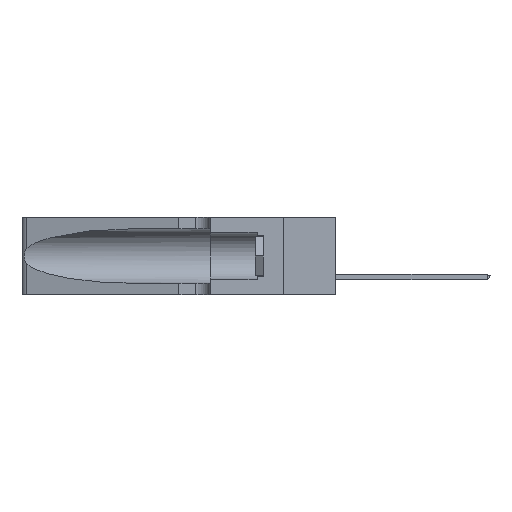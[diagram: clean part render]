
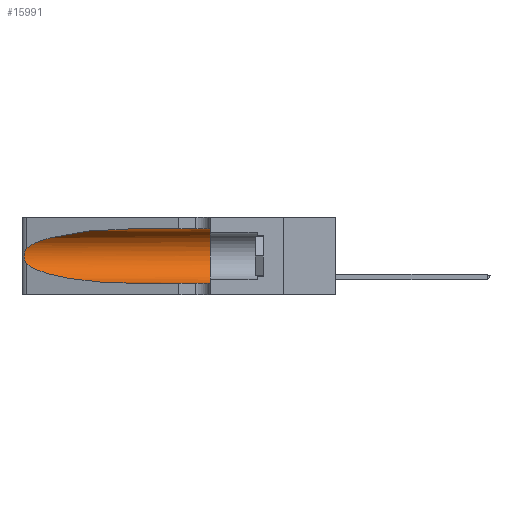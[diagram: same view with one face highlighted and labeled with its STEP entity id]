
A CAD part, left-side view. The second image highlights one B-rep face of the part: STEP entity #15991.
In plain terms, the highlighted cylindrical face has radius 3.308 mm (diameter 6.617 mm), a partial arc.
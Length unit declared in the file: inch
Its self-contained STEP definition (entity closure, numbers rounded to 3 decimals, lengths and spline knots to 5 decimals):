
#645 = CARTESIAN_POINT ( 'NONE',  ( 0.1305, 0.35, 0.31525 ) ) ;
#1461 = CARTESIAN_POINT ( 'NONE',  ( 0.25639, 1.23184, 0.21858 ) ) ;
#1763 = CARTESIAN_POINT ( 'NONE',  ( 0.25854, 1.2359, 0.20912 ) ) ;
#2485 = CARTESIAN_POINT ( 'NONE',  ( 0.25487, 1.22718, 0.22369 ) ) ;
#2964 = CARTESIAN_POINT ( 'NONE',  ( 0.1305, 0.72297, 0.05475 ) ) ;
#4018 = LINE ( 'NONE', #38421, #43601 ) ;
#4453 = VERTEX_POINT ( 'NONE', #15200 ) ;
#4972 = CARTESIAN_POINT ( 'NONE',  ( 0.25787, 1.23484, 0.2124 ) ) ;
#5022 = CARTESIAN_POINT ( 'NONE',  ( 0.18966, 0.96281, 0.31525 ) ) ;
#5124 = CARTESIAN_POINT ( 'NONE',  ( 0.26018, 1.23835, 0.19895 ) ) ;
#5937 = CARTESIAN_POINT ( 'NONE',  ( 0.25639, 1.23186, 0.15144 ) ) ;
#6283 = ORIENTED_EDGE ( 'NONE', *, *, #24946, .T. ) ;
#7392 = ORIENTED_EDGE ( 'NONE', *, *, #31515, .T. ) ;
#7655 = ORIENTED_EDGE ( 'NONE', *, *, #13554, .T. ) ;
#7749 = CARTESIAN_POINT ( 'NONE',  ( 0.2373, 1.15595, 0.28018 ) ) ;
#7869 = EDGE_CURVE ( 'NONE', #39581, #15745, #19997, .T. ) ;
#8035 = DIRECTION ( 'NONE',  ( 0., -1., 0. ) ) ;
#8462 = CARTESIAN_POINT ( 'NONE',  ( 0.26075, 1.23896, 0.178 ) ) ;
#8758 = CARTESIAN_POINT ( 'NONE',  ( 0.25856, 1.23593, 0.16098 ) ) ;
#11704 = CARTESIAN_POINT ( 'NONE',  ( 0.25555, 1.22994, 0.2215 ) ) ;
#13554 = EDGE_CURVE ( 'NONE', #15468, #19686, #15375, .T. ) ;
#13663 = CARTESIAN_POINT ( 'NONE',  ( 0.25555, 1.22993, 0.14849 ) ) ;
#13977 = CARTESIAN_POINT ( 'NONE',  ( 0.2373, 1.15595, 0.08982 ) ) ;
#15200 = CARTESIAN_POINT ( 'NONE',  ( 0.25487, 1.22718, 0.14631 ) ) ;
#15245 = ORIENTED_EDGE ( 'NONE', *, *, #19167, .T. ) ;
#15375 =( BOUNDED_CURVE ( )  B_SPLINE_CURVE ( 3, ( #34852, #5022, #7749, #34714 ),
 .UNSPECIFIED., .F., .F. ) 
 B_SPLINE_CURVE_WITH_KNOTS ( ( 4, 4 ),
 ( 1.5708, 2.84003 ),
 .UNSPECIFIED. ) 
 CURVE ( )  GEOMETRIC_REPRESENTATION_ITEM ( )  RATIONAL_B_SPLINE_CURVE ( ( 1., 0.87, 0.87, 1. ) ) 
 REPRESENTATION_ITEM ( '' )  );
#15468 = VERTEX_POINT ( 'NONE', #35957 ) ;
#15680 = CYLINDRICAL_SURFACE ( 'NONE', #29189, 0.13025 ) ;
#15745 = VERTEX_POINT ( 'NONE', #43379 ) ;
#15991 = ADVANCED_FACE ( 'NONE', ( #21477 ), #15680, .F. ) ;
#17624 = CARTESIAN_POINT ( 'NONE',  ( 0.1305, 0.72297, 0.05475 ) ) ;
#18840 = EDGE_LOOP ( 'NONE', ( #7655, #7392, #6283, #15245, #43247, #40476 ) ) ;
#19167 = EDGE_CURVE ( 'NONE', #38361, #15745, #37513, .T. ) ;
#19580 = VECTOR ( 'NONE', #8035, 39.37008 ) ;
#19686 = VERTEX_POINT ( 'NONE', #2485 ) ;
#19997 = CIRCLE ( 'NONE', #23797, 0.13025 ) ;
#20640 = DIRECTION ( 'NONE',  ( 0., 0., -1. ) ) ;
#21477 = FACE_OUTER_BOUND ( 'NONE', #18840, .T. ) ;
#23700 = CARTESIAN_POINT ( 'NONE',  ( 0.25487, 1.22718, 0.14631 ) ) ;
#23797 = AXIS2_PLACEMENT_3D ( 'NONE', #25942, #29388, #26242 ) ;
#24567 =( BOUNDED_CURVE ( )  B_SPLINE_CURVE ( 3, ( #34005, #13977, #40399, #17624 ),
 .UNSPECIFIED., .F., .F. ) 
 B_SPLINE_CURVE_WITH_KNOTS ( ( 4, 4 ),
 ( 3.44316, 4.71239 ),
 .UNSPECIFIED. ) 
 CURVE ( )  GEOMETRIC_REPRESENTATION_ITEM ( )  RATIONAL_B_SPLINE_CURVE ( ( 1., 0.87, 0.87, 1. ) ) 
 REPRESENTATION_ITEM ( '' )  );
#24715 = CARTESIAN_POINT ( 'NONE',  ( 0.25487, 1.22718, 0.22369 ) ) ;
#24946 = EDGE_CURVE ( 'NONE', #4453, #38361, #24567, .T. ) ;
#25942 = CARTESIAN_POINT ( 'NONE',  ( 0.1305, 0.35, 0.185 ) ) ;
#26242 = DIRECTION ( 'NONE',  ( 0., 0., 1. ) ) ;
#27042 = DIRECTION ( 'NONE',  ( 0., -1., 0. ) ) ;
#28776 = CARTESIAN_POINT ( 'NONE',  ( 0.26075, 1.23896, 0.19203 ) ) ;
#29189 = AXIS2_PLACEMENT_3D ( 'NONE', #37466, #27042, #20640 ) ;
#29388 = DIRECTION ( 'NONE',  ( 0., 1., 0. ) ) ;
#31515 = EDGE_CURVE ( 'NONE', #19686, #4453, #42205, .T. ) ;
#32146 = CARTESIAN_POINT ( 'NONE',  ( 0.26017, 1.23833, 0.17102 ) ) ;
#32262 = DIRECTION ( 'NONE',  ( 0., -1., 0. ) ) ;
#33444 = EDGE_CURVE ( 'NONE', #15468, #39581, #4018, .T. ) ;
#34005 = CARTESIAN_POINT ( 'NONE',  ( 0.25487, 1.22718, 0.14631 ) ) ;
#34714 = CARTESIAN_POINT ( 'NONE',  ( 0.25487, 1.22718, 0.22369 ) ) ;
#34852 = CARTESIAN_POINT ( 'NONE',  ( 0.1305, 0.72297, 0.31525 ) ) ;
#35957 = CARTESIAN_POINT ( 'NONE',  ( 0.1305, 0.72297, 0.31525 ) ) ;
#37466 = CARTESIAN_POINT ( 'NONE',  ( 0.1305, 1.61858, 0.185 ) ) ;
#37513 = LINE ( 'NONE', #38194, #19580 ) ;
#38194 = CARTESIAN_POINT ( 'NONE',  ( 0.1305, 1.61858, 0.05475 ) ) ;
#38361 = VERTEX_POINT ( 'NONE', #2964 ) ;
#38421 = CARTESIAN_POINT ( 'NONE',  ( 0.1305, 1.61858, 0.31525 ) ) ;
#39581 = VERTEX_POINT ( 'NONE', #645 ) ;
#39923 = CARTESIAN_POINT ( 'NONE',  ( 0.25789, 1.23486, 0.15765 ) ) ;
#40399 = CARTESIAN_POINT ( 'NONE',  ( 0.18966, 0.96281, 0.05475 ) ) ;
#40476 = ORIENTED_EDGE ( 'NONE', *, *, #33444, .F. ) ;
#42205 = B_SPLINE_CURVE_WITH_KNOTS ( 'NONE', 3,
 ( #24715, #11704, #1461, #4972, #1763, #5124, #28776, #8462, #32146, #8758, #39923, #5937, #13663, #23700 ),
 .UNSPECIFIED., .F., .F.,
 ( 4, 2, 2, 2, 2, 2, 4 ),
 ( 0., 0.00027, 0.00053, 0.00107, 0.0016, 0.00187, 0.00214 ),
 .UNSPECIFIED. ) ;
#43247 = ORIENTED_EDGE ( 'NONE', *, *, #7869, .F. ) ;
#43379 = CARTESIAN_POINT ( 'NONE',  ( 0.1305, 0.35, 0.05475 ) ) ;
#43601 = VECTOR ( 'NONE', #32262, 39.37008 ) ;
